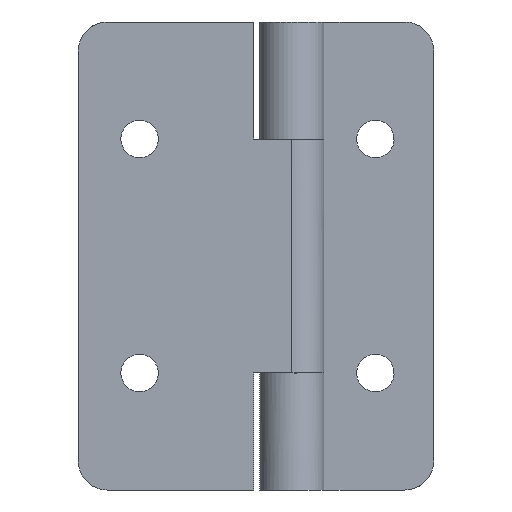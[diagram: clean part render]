
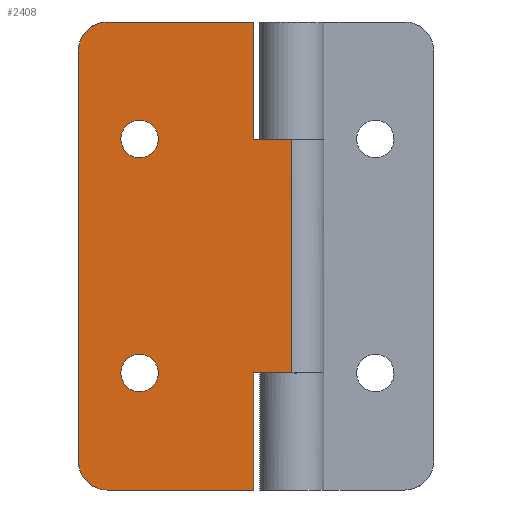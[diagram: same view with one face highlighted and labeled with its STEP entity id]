
A CAD part, front view. The second image highlights one B-rep face of the part: STEP entity #2408.
In plain terms, the highlighted free-form (B-spline) face has degree [1, 1] with [2, 2] control points.
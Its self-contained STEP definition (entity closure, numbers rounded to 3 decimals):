
#1557=CARTESIAN_POINT('',(-11.405,-2.75,29.874));
#1558=VERTEX_POINT('',#1557);
#1564=CARTESIAN_POINT('',(-13.0,-2.75,31.6));
#1565=VERTEX_POINT('',#1564);
#1566=CARTESIAN_POINT('',(-11.405,-2.75,29.874));
#1567=CARTESIAN_POINT('',(-11.4,-2.75,29.937));
#1568=CARTESIAN_POINT('',(-11.4,-2.75,30.0));
#1569=CARTESIAN_POINT('',(-11.4,-2.75,31.6));
#1570=CARTESIAN_POINT('',(-13.0,-2.75,31.6));
#1578=(BOUNDED_CURVE()B_SPLINE_CURVE(2,(#1566,#1567,#1568,#1569,#1570),.UNSPECIFIED.,.F.,.U.)B_SPLINE_CURVE_WITH_KNOTS((3,2,3),(0.736,0.75,1.0),.UNSPECIFIED.)CURVE()GEOMETRIC_REPRESENTATION_ITEM()RATIONAL_B_SPLINE_CURVE((0.97,0.984,1.0,0.707,1.0))REPRESENTATION_ITEM(''));
#1579=EDGE_CURVE('',#1558,#1565,#1578,.T.);
#1581=CARTESIAN_POINT('',(-14.595,-2.75,30.126));
#1582=VERTEX_POINT('',#1581);
#1583=CARTESIAN_POINT('',(-13.0,-2.75,31.6));
#1584=CARTESIAN_POINT('',(-14.479,-2.75,31.6));
#1585=CARTESIAN_POINT('',(-14.595,-2.75,30.126));
#1593=(BOUNDED_CURVE()B_SPLINE_CURVE(2,(#1583,#1584,#1585),.UNSPECIFIED.,.F.,.U.)B_SPLINE_CURVE_WITH_KNOTS((3,3),(0.0,0.236),.UNSPECIFIED.)CURVE()GEOMETRIC_REPRESENTATION_ITEM()RATIONAL_B_SPLINE_CURVE((1.0,0.723,0.97))REPRESENTATION_ITEM(''));
#1594=EDGE_CURVE('',#1565,#1582,#1593,.T.);
#1640=CARTESIAN_POINT('',(-13.0,-2.75,28.4));
#1641=VERTEX_POINT('',#1640);
#1642=CARTESIAN_POINT('',(-14.595,-2.75,30.126));
#1643=CARTESIAN_POINT('',(-14.6,-2.75,30.063));
#1644=CARTESIAN_POINT('',(-14.6,-2.75,30.0));
#1645=CARTESIAN_POINT('',(-14.6,-2.75,28.4));
#1646=CARTESIAN_POINT('',(-13.0,-2.75,28.4));
#1654=(BOUNDED_CURVE()B_SPLINE_CURVE(2,(#1642,#1643,#1644,#1645,#1646),.UNSPECIFIED.,.F.,.U.)B_SPLINE_CURVE_WITH_KNOTS((3,2,3),(0.236,0.25,0.5),.UNSPECIFIED.)CURVE()GEOMETRIC_REPRESENTATION_ITEM()RATIONAL_B_SPLINE_CURVE((0.97,0.984,1.0,0.707,1.0))REPRESENTATION_ITEM(''));
#1655=EDGE_CURVE('',#1582,#1641,#1654,.T.);
#1657=CARTESIAN_POINT('',(-13.0,-2.75,28.4));
#1658=CARTESIAN_POINT('',(-11.521,-2.75,28.4));
#1659=CARTESIAN_POINT('',(-11.405,-2.75,29.874));
#1667=(BOUNDED_CURVE()B_SPLINE_CURVE(2,(#1657,#1658,#1659),.UNSPECIFIED.,.F.,.U.)B_SPLINE_CURVE_WITH_KNOTS((3,3),(0.5,0.736),.UNSPECIFIED.)CURVE()GEOMETRIC_REPRESENTATION_ITEM()RATIONAL_B_SPLINE_CURVE((1.0,0.723,0.97))REPRESENTATION_ITEM(''));
#1668=EDGE_CURVE('',#1641,#1558,#1667,.T.);
#1739=CARTESIAN_POINT('',(-11.405,-2.75,9.874));
#1740=VERTEX_POINT('',#1739);
#1746=CARTESIAN_POINT('',(-13.0,-2.75,11.6));
#1747=VERTEX_POINT('',#1746);
#1748=CARTESIAN_POINT('',(-11.405,-2.75,9.874));
#1749=CARTESIAN_POINT('',(-11.4,-2.75,9.937));
#1750=CARTESIAN_POINT('',(-11.4,-2.75,10.0));
#1751=CARTESIAN_POINT('',(-11.4,-2.75,11.6));
#1752=CARTESIAN_POINT('',(-13.0,-2.75,11.6));
#1760=(BOUNDED_CURVE()B_SPLINE_CURVE(2,(#1748,#1749,#1750,#1751,#1752),.UNSPECIFIED.,.F.,.U.)B_SPLINE_CURVE_WITH_KNOTS((3,2,3),(0.736,0.75,1.0),.UNSPECIFIED.)CURVE()GEOMETRIC_REPRESENTATION_ITEM()RATIONAL_B_SPLINE_CURVE((0.97,0.984,1.0,0.707,1.0))REPRESENTATION_ITEM(''));
#1761=EDGE_CURVE('',#1740,#1747,#1760,.T.);
#1763=CARTESIAN_POINT('',(-14.595,-2.75,10.126));
#1764=VERTEX_POINT('',#1763);
#1765=CARTESIAN_POINT('',(-13.0,-2.75,11.6));
#1766=CARTESIAN_POINT('',(-14.479,-2.75,11.6));
#1767=CARTESIAN_POINT('',(-14.595,-2.75,10.126));
#1775=(BOUNDED_CURVE()B_SPLINE_CURVE(2,(#1765,#1766,#1767),.UNSPECIFIED.,.F.,.U.)B_SPLINE_CURVE_WITH_KNOTS((3,3),(0.0,0.236),.UNSPECIFIED.)CURVE()GEOMETRIC_REPRESENTATION_ITEM()RATIONAL_B_SPLINE_CURVE((1.0,0.723,0.97))REPRESENTATION_ITEM(''));
#1776=EDGE_CURVE('',#1747,#1764,#1775,.T.);
#1822=CARTESIAN_POINT('',(-13.0,-2.75,8.4));
#1823=VERTEX_POINT('',#1822);
#1824=CARTESIAN_POINT('',(-14.595,-2.75,10.126));
#1825=CARTESIAN_POINT('',(-14.6,-2.75,10.063));
#1826=CARTESIAN_POINT('',(-14.6,-2.75,10.0));
#1827=CARTESIAN_POINT('',(-14.6,-2.75,8.4));
#1828=CARTESIAN_POINT('',(-13.0,-2.75,8.4));
#1836=(BOUNDED_CURVE()B_SPLINE_CURVE(2,(#1824,#1825,#1826,#1827,#1828),.UNSPECIFIED.,.F.,.U.)B_SPLINE_CURVE_WITH_KNOTS((3,2,3),(0.236,0.25,0.5),.UNSPECIFIED.)CURVE()GEOMETRIC_REPRESENTATION_ITEM()RATIONAL_B_SPLINE_CURVE((0.97,0.984,1.0,0.707,1.0))REPRESENTATION_ITEM(''));
#1837=EDGE_CURVE('',#1764,#1823,#1836,.T.);
#1839=CARTESIAN_POINT('',(-13.0,-2.75,8.4));
#1840=CARTESIAN_POINT('',(-11.521,-2.75,8.4));
#1841=CARTESIAN_POINT('',(-11.405,-2.75,9.874));
#1849=(BOUNDED_CURVE()B_SPLINE_CURVE(2,(#1839,#1840,#1841),.UNSPECIFIED.,.F.,.U.)B_SPLINE_CURVE_WITH_KNOTS((3,3),(0.5,0.736),.UNSPECIFIED.)CURVE()GEOMETRIC_REPRESENTATION_ITEM()RATIONAL_B_SPLINE_CURVE((1.0,0.723,0.97))REPRESENTATION_ITEM(''));
#1850=EDGE_CURVE('',#1823,#1740,#1849,.T.);
#1883=CARTESIAN_POINT('',(-3.25,-2.75,10.0));
#1884=VERTEX_POINT('',#1883);
#1890=CARTESIAN_POINT('',(-3.25,-2.75,0.0));
#1891=VERTEX_POINT('',#1890);
#1892=CARTESIAN_POINT('',(-3.25,-2.75,0.0));
#1893=CARTESIAN_POINT('',(-3.25,-2.75,10.0));
#1894=QUASI_UNIFORM_CURVE('',1,(#1892,#1893),.UNSPECIFIED.,.F.,.U.);
#1895=EDGE_CURVE('',#1891,#1884,#1894,.T.);
#1910=CARTESIAN_POINT('',(0.0,-2.75,10.0));
#1911=VERTEX_POINT('',#1910);
#1912=CARTESIAN_POINT('',(-3.25,-2.75,10.0));
#1913=CARTESIAN_POINT('',(0.0,-2.75,10.0));
#1914=QUASI_UNIFORM_CURVE('',1,(#1912,#1913),.UNSPECIFIED.,.F.,.U.);
#1915=EDGE_CURVE('',#1884,#1911,#1914,.T.);
#1989=CARTESIAN_POINT('',(-3.25,-2.75,40.0));
#1990=VERTEX_POINT('',#1989);
#1996=CARTESIAN_POINT('',(-3.25,-2.75,30.0));
#1997=VERTEX_POINT('',#1996);
#1998=CARTESIAN_POINT('',(-3.25,-2.75,40.0));
#1999=CARTESIAN_POINT('',(-3.25,-2.75,30.0));
#2000=QUASI_UNIFORM_CURVE('',1,(#1998,#1999),.UNSPECIFIED.,.F.,.U.);
#2001=EDGE_CURVE('',#1990,#1997,#2000,.T.);
#2018=CARTESIAN_POINT('',(0.0,-2.75,30.0));
#2019=VERTEX_POINT('',#2018);
#2073=CARTESIAN_POINT('',(-3.25,-2.75,30.0));
#2074=CARTESIAN_POINT('',(0.0,-2.75,30.0));
#2075=QUASI_UNIFORM_CURVE('',1,(#2073,#2074),.UNSPECIFIED.,.F.,.U.);
#2076=EDGE_CURVE('',#1997,#2019,#2075,.T.);
#2112=CARTESIAN_POINT('',(-18.25,-2.75,37.5));
#2113=VERTEX_POINT('',#2112);
#2119=CARTESIAN_POINT('',(-15.75,-2.75,40.0));
#2120=VERTEX_POINT('',#2119);
#2121=CARTESIAN_POINT('',(-15.75,-2.75,40.0));
#2122=CARTESIAN_POINT('',(-18.25,-2.75,40.));
#2123=CARTESIAN_POINT('',(-18.25,-2.75,37.5));
#2131=(BOUNDED_CURVE()B_SPLINE_CURVE(2,(#2121,#2122,#2123),.UNSPECIFIED.,.F.,.U.)CURVE()GEOMETRIC_REPRESENTATION_ITEM()QUASI_UNIFORM_CURVE()RATIONAL_B_SPLINE_CURVE((1.0,0.707,1.0))REPRESENTATION_ITEM(''));
#2132=EDGE_CURVE('',#2120,#2113,#2131,.T.);
#2173=CARTESIAN_POINT('',(-15.75,-2.75,0.0));
#2174=VERTEX_POINT('',#2173);
#2180=CARTESIAN_POINT('',(-18.25,-2.75,2.5));
#2181=VERTEX_POINT('',#2180);
#2182=CARTESIAN_POINT('',(-18.25,-2.75,2.5));
#2183=CARTESIAN_POINT('',(-18.25,-2.75,0.));
#2184=CARTESIAN_POINT('',(-15.75,-2.75,0.));
#2192=(BOUNDED_CURVE()B_SPLINE_CURVE(2,(#2182,#2183,#2184),.UNSPECIFIED.,.F.,.U.)CURVE()GEOMETRIC_REPRESENTATION_ITEM()QUASI_UNIFORM_CURVE()RATIONAL_B_SPLINE_CURVE((1.0,0.707,1.0))REPRESENTATION_ITEM(''));
#2193=EDGE_CURVE('',#2181,#2174,#2192,.T.);
#2208=CARTESIAN_POINT('',(-15.75,-2.75,40.0));
#2209=CARTESIAN_POINT('',(-3.25,-2.75,40.0));
#2210=QUASI_UNIFORM_CURVE('',1,(#2208,#2209),.UNSPECIFIED.,.F.,.U.);
#2211=EDGE_CURVE('',#2120,#1990,#2210,.T.);
#2229=CARTESIAN_POINT('',(-15.75,-2.75,0.0));
#2230=CARTESIAN_POINT('',(-3.25,-2.75,0.0));
#2231=QUASI_UNIFORM_CURVE('',1,(#2229,#2230),.UNSPECIFIED.,.F.,.U.);
#2232=EDGE_CURVE('',#2174,#1891,#2231,.T.);
#2321=CARTESIAN_POINT('',(0.0,-2.75,10.0));
#2322=CARTESIAN_POINT('',(0.0,-2.75,30.0));
#2323=QUASI_UNIFORM_CURVE('',1,(#2321,#2322),.UNSPECIFIED.,.F.,.U.);
#2324=EDGE_CURVE('',#1911,#2019,#2323,.T.);
#2340=CARTESIAN_POINT('',(-18.25,-2.75,2.5));
#2341=CARTESIAN_POINT('',(-18.25,-2.75,37.5));
#2342=QUASI_UNIFORM_CURVE('',1,(#2340,#2341),.UNSPECIFIED.,.F.,.U.);
#2343=EDGE_CURVE('',#2181,#2113,#2342,.T.);
#2379=CARTESIAN_POINT('',(-19.162,-2.75,41.998));
#2380=CARTESIAN_POINT('',(-19.162,-2.75,-1.998));
#2381=CARTESIAN_POINT('',(0.912,-2.75,41.998));
#2382=CARTESIAN_POINT('',(0.912,-2.75,-1.998));
#2383=B_SPLINE_SURFACE_WITH_KNOTS('',1,1,((#2379,#2381),(#2380,#2382)),.UNSPECIFIED.,.F.,.F.,.U.,(2,2),(2,2),(0.0,43.996),(0.0,20.073),.UNSPECIFIED.);
#2384=ORIENTED_EDGE('',*,*,#1895,.T.);
#2385=ORIENTED_EDGE('',*,*,#1915,.T.);
#2386=ORIENTED_EDGE('',*,*,#2324,.T.);
#2387=ORIENTED_EDGE('',*,*,#2076,.F.);
#2388=ORIENTED_EDGE('',*,*,#2001,.F.);
#2389=ORIENTED_EDGE('',*,*,#2211,.F.);
#2390=ORIENTED_EDGE('',*,*,#2132,.T.);
#2391=ORIENTED_EDGE('',*,*,#2343,.F.);
#2392=ORIENTED_EDGE('',*,*,#2193,.T.);
#2393=ORIENTED_EDGE('',*,*,#2232,.T.);
#2394=EDGE_LOOP('',(#2384,#2385,#2386,#2387,#2388,#2389,#2390,#2391,#2392,#2393));
#2395=FACE_OUTER_BOUND('',#2394,.T.);
#2396=ORIENTED_EDGE('',*,*,#1850,.F.);
#2397=ORIENTED_EDGE('',*,*,#1837,.F.);
#2398=ORIENTED_EDGE('',*,*,#1776,.F.);
#2399=ORIENTED_EDGE('',*,*,#1761,.F.);
#2400=EDGE_LOOP('',(#2396,#2397,#2398,#2399));
#2401=FACE_BOUND('',#2400,.T.);
#2402=ORIENTED_EDGE('',*,*,#1668,.F.);
#2403=ORIENTED_EDGE('',*,*,#1655,.F.);
#2404=ORIENTED_EDGE('',*,*,#1594,.F.);
#2405=ORIENTED_EDGE('',*,*,#1579,.F.);
#2406=EDGE_LOOP('',(#2402,#2403,#2404,#2405));
#2407=FACE_BOUND('',#2406,.T.);
#2408=ADVANCED_FACE('',(#2395,#2401,#2407),#2383,.T.);
